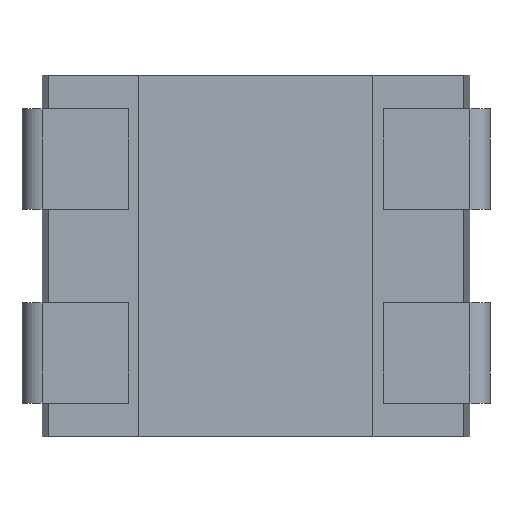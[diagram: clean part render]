
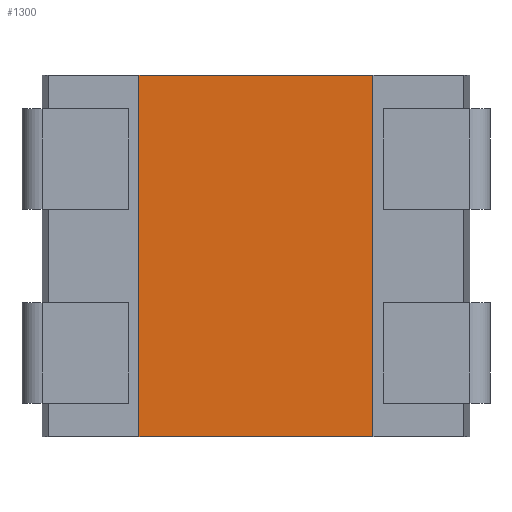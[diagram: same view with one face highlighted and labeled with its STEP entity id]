
A CAD part, front view. The second image highlights one B-rep face of the part: STEP entity #1300.
In plain terms, the highlighted planar face has unit normal (0, -1, 0).
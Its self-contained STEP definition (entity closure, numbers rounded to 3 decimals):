
#1300 = ADVANCED_FACE ( 'NONE', ( #11161 ), #11142, .F. ) ;
#1302 = EDGE_CURVE ( 'NONE', #1326, #1322, #11180, .T. ) ;
#1303 = ORIENTED_EDGE ( 'NONE', *, *, #3396, .F. ) ;
#1304 = ORIENTED_EDGE ( 'NONE', *, *, #1334, .F. ) ;
#1306 = ORIENTED_EDGE ( 'NONE', *, *, #1325, .T. ) ;
#1320 = ORIENTED_EDGE ( 'NONE', *, *, #1302, .T. ) ;
#1322 = VERTEX_POINT ( 'NONE', #11210 ) ;
#1323 = EDGE_LOOP ( 'NONE', ( #1320, #1304, #1303, #1306 ) ) ;
#1325 = EDGE_CURVE ( 'NONE', #3392, #1326, #11209, .T. ) ;
#1326 = VERTEX_POINT ( 'NONE', #11238 ) ;
#1334 = EDGE_CURVE ( 'NONE', #3376, #1322, #11244, .T. ) ;
#3376 = VERTEX_POINT ( 'NONE', #21377 ) ;
#3392 = VERTEX_POINT ( 'NONE', #21419 ) ;
#3396 = EDGE_CURVE ( 'NONE', #3392, #3376, #21437, .T. ) ;
#11142 = PLANE ( 'NONE',  #11162 ) ;
#11161 = FACE_OUTER_BOUND ( 'NONE', #1323, .T. ) ;
#11162 = AXIS2_PLACEMENT_3D ( 'NONE', #11187, #11186, #11185 ) ;
#11175 = DIRECTION ( 'NONE',  ( 1., 0., 0. ) ) ;
#11176 = VECTOR ( 'NONE', #11175, 1000. ) ;
#11179 = CARTESIAN_POINT ( 'NONE',  ( 0., -0.9, -1.35 ) ) ;
#11180 = LINE ( 'NONE', #11179, #11176 ) ;
#11185 = DIRECTION ( 'NONE',  ( 0., 0., 1. ) ) ;
#11186 = DIRECTION ( 'NONE',  ( 0., 1., 0. ) ) ;
#11187 = CARTESIAN_POINT ( 'NONE',  ( 0., -0.9, 1.35 ) ) ;
#11196 = CARTESIAN_POINT ( 'NONE',  ( -0.875, -0.9, 1.35 ) ) ;
#11209 = LINE ( 'NONE', #11196, #11237 ) ;
#11210 = CARTESIAN_POINT ( 'NONE',  ( 0.875, -0.9, -1.35 ) ) ;
#11222 = DIRECTION ( 'NONE',  ( 0., 0., -1. ) ) ;
#11223 = VECTOR ( 'NONE', #11222, 1000. ) ;
#11224 = CARTESIAN_POINT ( 'NONE',  ( 0.875, -0.9, 1.35 ) ) ;
#11236 = DIRECTION ( 'NONE',  ( 0., 0., -1. ) ) ;
#11237 = VECTOR ( 'NONE', #11236, 1000. ) ;
#11238 = CARTESIAN_POINT ( 'NONE',  ( -0.875, -0.9, -1.35 ) ) ;
#11244 = LINE ( 'NONE', #11224, #11223 ) ;
#21377 = CARTESIAN_POINT ( 'NONE',  ( 0.875, -0.9, 1.35 ) ) ;
#21413 = DIRECTION ( 'NONE',  ( 1., 0., 0. ) ) ;
#21414 = VECTOR ( 'NONE', #21413, 1000. ) ;
#21415 = CARTESIAN_POINT ( 'NONE',  ( 0., -0.9, 1.35 ) ) ;
#21419 = CARTESIAN_POINT ( 'NONE',  ( -0.875, -0.9, 1.35 ) ) ;
#21437 = LINE ( 'NONE', #21415, #21414 ) ;
